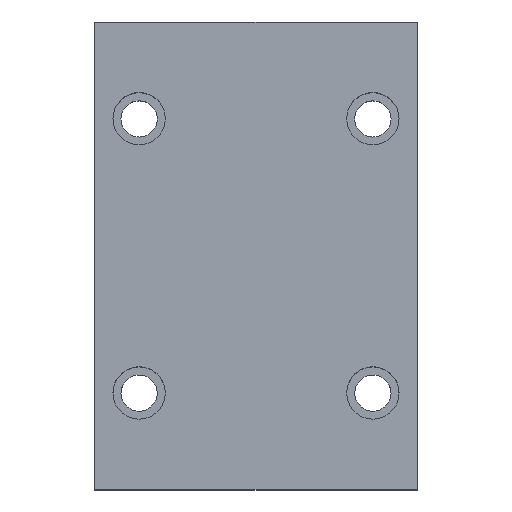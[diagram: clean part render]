
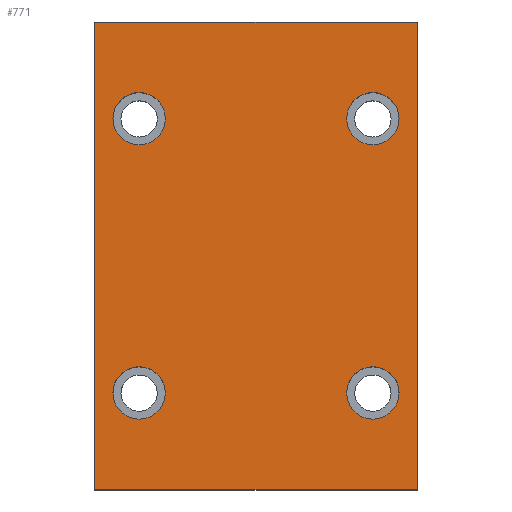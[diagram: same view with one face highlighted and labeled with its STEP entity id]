
A CAD part, top view. The second image highlights one B-rep face of the part: STEP entity #771.
In plain terms, the highlighted planar face has unit normal (0, 0, 1).
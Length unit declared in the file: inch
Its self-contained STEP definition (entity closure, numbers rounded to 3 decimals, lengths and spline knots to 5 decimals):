
#177=DIRECTION('',(0.,-1.,0.));
#178=VECTOR('',#177,3.625);
#179=CARTESIAN_POINT('',(0.,0.,1.188));
#180=LINE('',#179,#178);
#181=DIRECTION('',(-1.,0.,0.));
#182=VECTOR('',#181,2.5);
#183=CARTESIAN_POINT('',(2.5,0.,1.188));
#184=LINE('',#183,#182);
#185=DIRECTION('',(0.,1.,0.));
#186=VECTOR('',#185,3.625);
#187=CARTESIAN_POINT('',(2.5,-3.625,1.188));
#188=LINE('',#187,#186);
#189=DIRECTION('',(1.,0.,0.));
#190=VECTOR('',#189,2.5);
#191=CARTESIAN_POINT('',(0.,-3.625,1.188));
#192=LINE('',#191,#190);
#193=CARTESIAN_POINT('',(0.344,-0.75,1.188));
#194=DIRECTION('',(0.,0.,-1.));
#195=DIRECTION('',(-1.,0.,0.));
#196=AXIS2_PLACEMENT_3D('',#193,#194,#195);
#198=CARTESIAN_POINT('',(0.344,-0.75,1.188));
#199=DIRECTION('',(0.,0.,-1.));
#200=DIRECTION('',(1.,0.,0.));
#201=AXIS2_PLACEMENT_3D('',#198,#199,#200);
#203=CARTESIAN_POINT('',(0.344,-2.875,1.188));
#204=DIRECTION('',(0.,0.,-1.));
#205=DIRECTION('',(-1.,0.,0.));
#206=AXIS2_PLACEMENT_3D('',#203,#204,#205);
#208=CARTESIAN_POINT('',(0.344,-2.875,1.188));
#209=DIRECTION('',(0.,0.,-1.));
#210=DIRECTION('',(1.,0.,0.));
#211=AXIS2_PLACEMENT_3D('',#208,#209,#210);
#213=CARTESIAN_POINT('',(2.156,-2.875,1.188));
#214=DIRECTION('',(0.,0.,-1.));
#215=DIRECTION('',(-1.,0.,0.));
#216=AXIS2_PLACEMENT_3D('',#213,#214,#215);
#218=CARTESIAN_POINT('',(2.156,-2.875,1.188));
#219=DIRECTION('',(0.,0.,-1.));
#220=DIRECTION('',(1.,0.,0.));
#221=AXIS2_PLACEMENT_3D('',#218,#219,#220);
#223=CARTESIAN_POINT('',(2.156,-0.75,1.188));
#224=DIRECTION('',(0.,0.,-1.));
#225=DIRECTION('',(-1.,0.,0.));
#226=AXIS2_PLACEMENT_3D('',#223,#224,#225);
#228=CARTESIAN_POINT('',(2.156,-0.75,1.188));
#229=DIRECTION('',(0.,0.,-1.));
#230=DIRECTION('',(1.,0.,0.));
#231=AXIS2_PLACEMENT_3D('',#228,#229,#230);
#545=CARTESIAN_POINT('',(0.,0.,1.188));
#546=CARTESIAN_POINT('',(0.,-3.625,1.188));
#547=VERTEX_POINT('',#545);
#548=VERTEX_POINT('',#546);
#549=CARTESIAN_POINT('',(2.5,-3.625,1.188));
#550=VERTEX_POINT('',#549);
#551=CARTESIAN_POINT('',(2.5,0.,1.188));
#552=VERTEX_POINT('',#551);
#584=CARTESIAN_POINT('',(0.141,-0.75,1.188));
#585=CARTESIAN_POINT('',(0.547,-0.75,1.188));
#586=VERTEX_POINT('',#584);
#587=VERTEX_POINT('',#585);
#596=CARTESIAN_POINT('',(0.141,-2.875,1.188));
#597=CARTESIAN_POINT('',(0.547,-2.875,1.188));
#598=VERTEX_POINT('',#596);
#599=VERTEX_POINT('',#597);
#608=CARTESIAN_POINT('',(1.953,-2.875,1.188));
#609=CARTESIAN_POINT('',(2.359,-2.875,1.188));
#610=VERTEX_POINT('',#608);
#611=VERTEX_POINT('',#609);
#620=CARTESIAN_POINT('',(1.953,-0.75,1.188));
#621=CARTESIAN_POINT('',(2.359,-0.75,1.188));
#622=VERTEX_POINT('',#620);
#623=VERTEX_POINT('',#621);
#736=CARTESIAN_POINT('',(0.,0.,1.188));
#737=DIRECTION('',(0.,0.,1.));
#738=DIRECTION('',(1.,0.,0.));
#739=AXIS2_PLACEMENT_3D('',#736,#737,#738);
#740=PLANE('',#739);
#741=ORIENTED_EDGE('',*,*,#688,.F.);
#742=ORIENTED_EDGE('',*,*,#703,.F.);
#743=ORIENTED_EDGE('',*,*,#717,.F.);
#744=ORIENTED_EDGE('',*,*,#730,.F.);
#745=EDGE_LOOP('',(#741,#742,#743,#744));
#746=FACE_OUTER_BOUND('',#745,.F.);
#748=ORIENTED_EDGE('',*,*,#747,.F.);
#750=ORIENTED_EDGE('',*,*,#749,.F.);
#751=EDGE_LOOP('',(#748,#750));
#752=FACE_BOUND('',#751,.F.);
#754=ORIENTED_EDGE('',*,*,#753,.F.);
#756=ORIENTED_EDGE('',*,*,#755,.F.);
#757=EDGE_LOOP('',(#754,#756));
#758=FACE_BOUND('',#757,.F.);
#760=ORIENTED_EDGE('',*,*,#759,.F.);
#762=ORIENTED_EDGE('',*,*,#761,.F.);
#763=EDGE_LOOP('',(#760,#762));
#764=FACE_BOUND('',#763,.F.);
#766=ORIENTED_EDGE('',*,*,#765,.F.);
#768=ORIENTED_EDGE('',*,*,#767,.F.);
#769=EDGE_LOOP('',(#766,#768));
#770=FACE_BOUND('',#769,.F.);
#771=ADVANCED_FACE('',(#746,#752,#758,#764,#770),#740,.T.);
#197=CIRCLE('',#196,0.203);
#202=CIRCLE('',#201,0.203);
#207=CIRCLE('',#206,0.203);
#212=CIRCLE('',#211,0.203);
#217=CIRCLE('',#216,0.203);
#222=CIRCLE('',#221,0.203);
#227=CIRCLE('',#226,0.203);
#232=CIRCLE('',#231,0.203);
#688=EDGE_CURVE('',#547,#548,#180,.T.);
#703=EDGE_CURVE('',#552,#547,#184,.T.);
#717=EDGE_CURVE('',#550,#552,#188,.T.);
#730=EDGE_CURVE('',#548,#550,#192,.T.);
#747=EDGE_CURVE('',#586,#587,#197,.T.);
#749=EDGE_CURVE('',#587,#586,#202,.T.);
#753=EDGE_CURVE('',#598,#599,#207,.T.);
#755=EDGE_CURVE('',#599,#598,#212,.T.);
#759=EDGE_CURVE('',#610,#611,#217,.T.);
#761=EDGE_CURVE('',#611,#610,#222,.T.);
#765=EDGE_CURVE('',#622,#623,#227,.T.);
#767=EDGE_CURVE('',#623,#622,#232,.T.);
